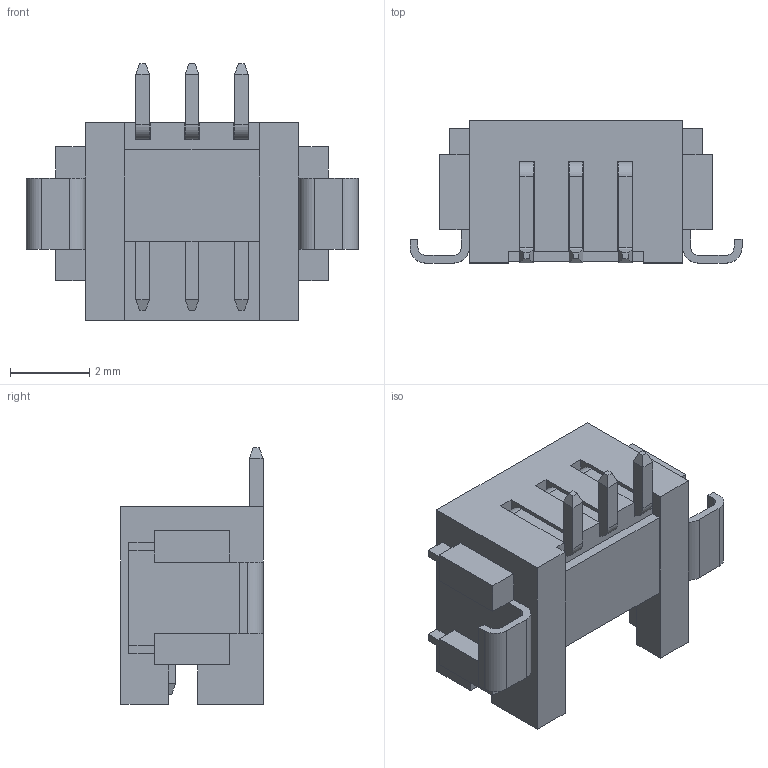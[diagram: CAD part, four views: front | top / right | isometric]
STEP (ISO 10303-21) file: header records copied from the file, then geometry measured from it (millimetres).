
FILE_DESCRIPTION (( 'STEP AP214' ), '1' );
FILE_NAME ('DF13-3H-SMD.STEP', '2015-05-23T16:41:38', ( '' ), ( '' ), 'SwSTEP 2.0', 'SolidWorks 2014', '' );
FILE_SCHEMA (( 'AUTOMOTIVE_DESIGN' ));
Length unit declared in the file: millimetre
Products named in the file (2): DF13-3H-SMD
Assembly tree (1 placements, depth 2):
  DF13-3H-SMD
    DF13-3H-SMD
Bounding box: 8.4 x 3.6 x 6.5 mm (x, y, z)
Volume: 67 mm3; surface area: 223.3 mm2
Topology: 1 solids, 1 shells, 168 faces, 452 edges, 292 vertices
Faces by surface type: plane 151, cylinder 17
Entity records: 5212 total; most frequent: CARTESIAN_POINT 916, ORIENTED_EDGE 904, DIRECTION 830, EDGE_CURVE 452, VECTOR 418, LINE 418, VERTEX_POINT 292, AXIS2_PLACEMENT_3D 206
